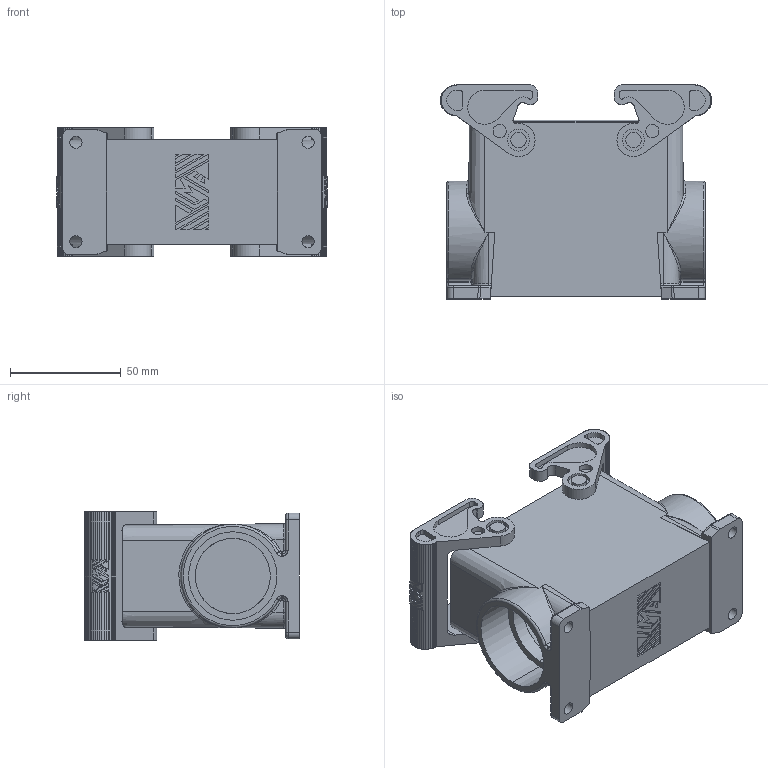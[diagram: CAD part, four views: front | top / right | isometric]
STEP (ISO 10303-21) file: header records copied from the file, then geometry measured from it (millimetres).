
FILE_DESCRIPTION(('Creo Elements/Direct Modeling STEP Export'),'2;1');
FILE_NAME('TAPH 16.40.stp','2014-09-09T13:35:02',(''),(''),'Creo Elements/Direct Modeling STEP processor for AP214 (Solid Model)','Creo Elements/Direct Modeling 18.0B 02-Dec-2011 (C) Parametric Technology GmbH','');
FILE_SCHEMA(('AUTOMOTIVE_DESIGN { 1 0 10303 214 1 1 1 1 }'));
Length unit declared in the file: millimetre
Products named in the file (2): TAPH_16.40
Assembly tree (1 placements, depth 2):
  TAPH_16.40
    TAPH_16.40
Bounding box: 122.6 x 96.9 x 58 mm (x, y, z)
Volume: 184243 mm3; surface area: 73701.2 mm2
Topology: 1 solids, 5 shells, 860 faces, 2351 edges, 1524 vertices
Faces by surface type: plane 482, cylinder 254, bspline 82, torus 26, cone 16
Entity records: 38725 total; most frequent: CARTESIAN_POINT 18395, ORIENTED_EDGE 4694, DIRECTION 3766, EDGE_CURVE 2347, VERTEX_POINT 1524, VECTOR 1264, LINE 1264, AXIS2_PLACEMENT_3D 1251
